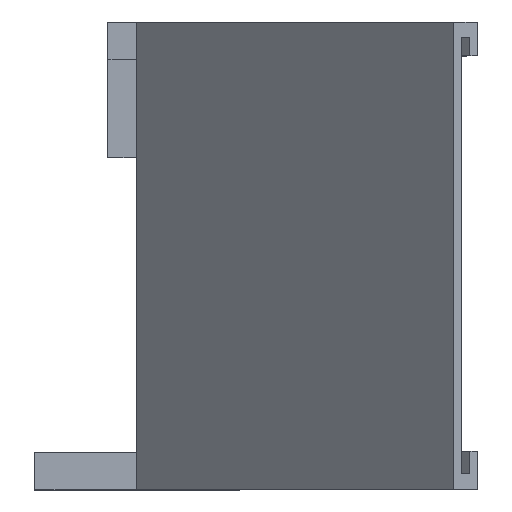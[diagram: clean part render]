
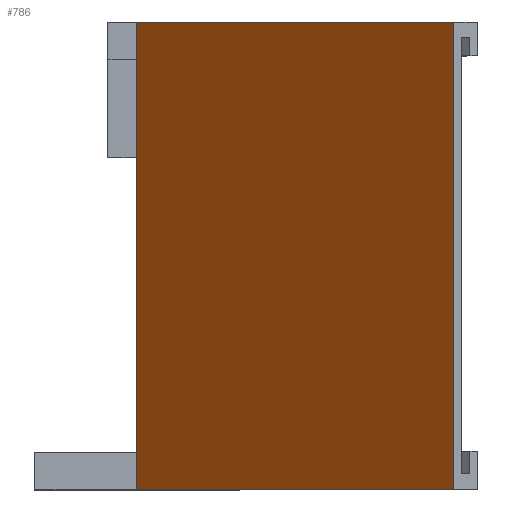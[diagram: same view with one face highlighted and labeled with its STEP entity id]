
A CAD part, top view. The second image highlights one B-rep face of the part: STEP entity #786.
In plain terms, the highlighted planar face has unit normal (-0.707, 0, 0.707).
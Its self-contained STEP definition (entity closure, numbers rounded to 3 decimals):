
#38=FACE_OUTER_BOUND('',#76,.T.);
#76=EDGE_LOOP('',(#647,#648,#649,#650,#651,#652));
#126=LINE('',#1115,#238);
#143=LINE('',#1150,#255);
#148=LINE('',#1159,#260);
#153=LINE('',#1170,#265);
#176=LINE('',#1214,#288);
#180=LINE('',#1222,#292);
#238=VECTOR('',#906,10.);
#255=VECTOR('',#935,10.);
#260=VECTOR('',#942,10.);
#265=VECTOR('',#949,10.);
#288=VECTOR('',#978,10.);
#292=VECTOR('',#990,10.);
#341=VERTEX_POINT('',#1111);
#342=VERTEX_POINT('',#1113);
#353=VERTEX_POINT('',#1147);
#354=VERTEX_POINT('',#1149);
#362=VERTEX_POINT('',#1169);
#380=VERTEX_POINT('',#1212);
#424=EDGE_CURVE('',#341,#342,#126,.T.);
#441=EDGE_CURVE('',#353,#354,#143,.T.);
#446=EDGE_CURVE('',#353,#341,#148,.T.);
#451=EDGE_CURVE('',#354,#362,#153,.T.);
#474=EDGE_CURVE('',#342,#380,#176,.T.);
#478=EDGE_CURVE('',#380,#362,#180,.T.);
#647=ORIENTED_EDGE('',*,*,#446,.T.);
#648=ORIENTED_EDGE('',*,*,#424,.T.);
#649=ORIENTED_EDGE('',*,*,#474,.T.);
#650=ORIENTED_EDGE('',*,*,#478,.T.);
#651=ORIENTED_EDGE('',*,*,#451,.F.);
#652=ORIENTED_EDGE('',*,*,#441,.F.);
#748=PLANE('',#838);
#786=ADVANCED_FACE('',(#38),#748,.T.);
#838=AXIS2_PLACEMENT_3D('',#1223,#991,#992);
#906=DIRECTION('',(0.,-1.,0.));
#935=DIRECTION('',(0.707,0.,0.707));
#942=DIRECTION('',(0.,-1.,0.));
#949=DIRECTION('',(0.,-1.,0.));
#978=DIRECTION('',(0.,-1.,0.));
#990=DIRECTION('',(0.707,0.,0.707));
#991=DIRECTION('center_axis',(-0.707,0.,0.707));
#992=DIRECTION('ref_axis',(0.707,0.,0.707));
#1111=CARTESIAN_POINT('',(30.286,34.578,6.175));
#1113=CARTESIAN_POINT('',(30.286,-35.318,6.175));
#1115=CARTESIAN_POINT('',(30.286,-37.27,6.175));
#1147=CARTESIAN_POINT('',(30.286,41.21,6.175));
#1149=CARTESIAN_POINT('',(86.761,41.21,62.651));
#1150=CARTESIAN_POINT('',(29.439,41.21,5.329));
#1159=CARTESIAN_POINT('',(30.286,-37.27,6.175));
#1169=CARTESIAN_POINT('',(86.761,-41.95,62.651));
#1170=CARTESIAN_POINT('',(86.761,-39.37,62.651));
#1212=CARTESIAN_POINT('',(30.286,-41.95,6.175));
#1214=CARTESIAN_POINT('',(30.286,-37.27,6.175));
#1222=CARTESIAN_POINT('',(79.69,-41.95,55.58));
#1223=CARTESIAN_POINT('Origin',(29.593,-39.37,5.482));
